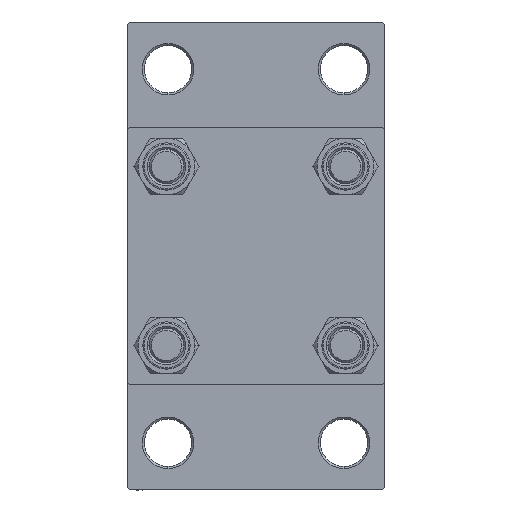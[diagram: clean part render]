
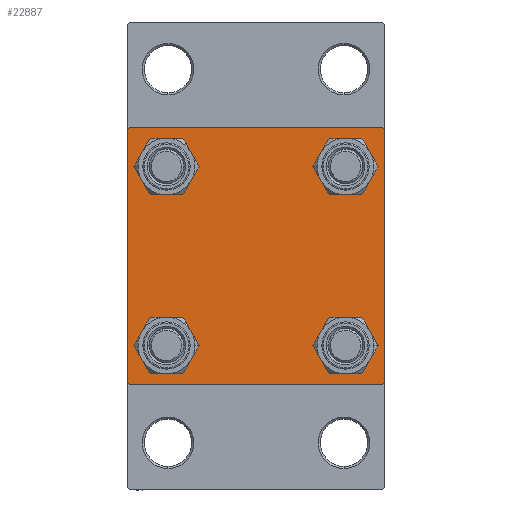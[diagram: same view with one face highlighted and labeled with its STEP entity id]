
A CAD part, left-side view. The second image highlights one B-rep face of the part: STEP entity #22887.
In plain terms, the highlighted planar face has unit normal (-1, 0, 0).
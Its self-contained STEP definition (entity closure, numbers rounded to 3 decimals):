
#21 = CIRCLE ( 'NONE', #33909, 4.5 ) ;
#135 = CARTESIAN_POINT ( 'NONE',  ( 0., -29.5, -30. ) ) ;
#231 = VERTEX_POINT ( 'NONE', #29541 ) ;
#467 = CARTESIAN_POINT ( 'NONE',  ( 0., 20.85, 16.35 ) ) ;
#680 = VERTEX_POINT ( 'NONE', #20460 ) ;
#1781 = ORIENTED_EDGE ( 'NONE', *, *, #38260, .T. ) ;
#1811 = FACE_BOUND ( 'NONE', #33286, .T. ) ;
#1931 = DIRECTION ( 'NONE',  ( 0., 0., 1. ) ) ;
#1955 = CARTESIAN_POINT ( 'NONE',  ( 0., -20.85, -20.85 ) ) ;
#2426 = DIRECTION ( 'NONE',  ( 0., 0., 1. ) ) ;
#2641 = EDGE_CURVE ( 'NONE', #29292, #231, #28100, .T. ) ;
#2756 = CIRCLE ( 'NONE', #37439, 4.5 ) ;
#3242 = CARTESIAN_POINT ( 'NONE',  ( 0., 20.85, -20.85 ) ) ;
#3633 = LINE ( 'NONE', #30407, #24707 ) ;
#4063 = VERTEX_POINT ( 'NONE', #15566 ) ;
#4203 = DIRECTION ( 'NONE',  ( 1., 0., 0. ) ) ;
#4393 = ORIENTED_EDGE ( 'NONE', *, *, #38861, .T. ) ;
#4566 = CARTESIAN_POINT ( 'NONE',  ( 0., -29.75, 29.75 ) ) ;
#4980 = CIRCLE ( 'NONE', #35039, 4.5 ) ;
#5150 = EDGE_CURVE ( 'NONE', #34467, #16330, #2756, .T. ) ;
#5240 = AXIS2_PLACEMENT_3D ( 'NONE', #1955, #20043, #2426 ) ;
#5328 = CARTESIAN_POINT ( 'NONE',  ( 0., 20.85, -20.85 ) ) ;
#5954 = EDGE_CURVE ( 'NONE', #231, #29292, #43641, .T. ) ;
#6669 = DIRECTION ( 'NONE',  ( 0., -1., 0. ) ) ;
#6836 = VECTOR ( 'NONE', #6669, 1000. ) ;
#6887 = EDGE_CURVE ( 'NONE', #16330, #34467, #38253, .T. ) ;
#7424 = CARTESIAN_POINT ( 'NONE',  ( 0., 29.5, 30. ) ) ;
#7891 = DIRECTION ( 'NONE',  ( 0., 0., -1. ) ) ;
#8593 = FACE_BOUND ( 'NONE', #17892, .T. ) ;
#10495 = EDGE_CURVE ( 'NONE', #37418, #19593, #21, .T. ) ;
#10937 = VECTOR ( 'NONE', #46725, 1000. ) ;
#11937 = CARTESIAN_POINT ( 'NONE',  ( 0., 20.85, -25.35 ) ) ;
#12427 = DIRECTION ( 'NONE',  ( 1., 0., 0. ) ) ;
#12549 = VERTEX_POINT ( 'NONE', #42742 ) ;
#13016 = CARTESIAN_POINT ( 'NONE',  ( 0., -30., 30. ) ) ;
#13497 = DIRECTION ( 'NONE',  ( 1., 0., 0. ) ) ;
#13661 = ORIENTED_EDGE ( 'NONE', *, *, #36390, .T. ) ;
#13666 = LINE ( 'NONE', #42874, #10937 ) ;
#14264 = EDGE_CURVE ( 'NONE', #23645, #680, #13666, .T. ) ;
#14271 = EDGE_LOOP ( 'NONE', ( #31010, #22640 ) ) ;
#14332 = DIRECTION ( 'NONE',  ( 0., 0., 1. ) ) ;
#14410 = CARTESIAN_POINT ( 'NONE',  ( 0., -20.85, 20.85 ) ) ;
#14626 = EDGE_CURVE ( 'NONE', #17768, #4063, #19384, .T. ) ;
#14777 = AXIS2_PLACEMENT_3D ( 'NONE', #29289, #4203, #25422 ) ;
#15170 = VERTEX_POINT ( 'NONE', #32091 ) ;
#15566 = CARTESIAN_POINT ( 'NONE',  ( 0., -20.85, 25.35 ) ) ;
#15813 = FACE_BOUND ( 'NONE', #14271, .T. ) ;
#16330 = VERTEX_POINT ( 'NONE', #11937 ) ;
#16391 = DIRECTION ( 'NONE',  ( 1., 0., 0. ) ) ;
#16525 = PLANE ( 'NONE',  #32663 ) ;
#16860 = CARTESIAN_POINT ( 'NONE',  ( 0., -29.5, 30. ) ) ;
#17547 = VECTOR ( 'NONE', #7891, 1000. ) ;
#17768 = VERTEX_POINT ( 'NONE', #18575 ) ;
#17892 = EDGE_LOOP ( 'NONE', ( #13661, #22546 ) ) ;
#17973 = CARTESIAN_POINT ( 'NONE',  ( 0., 30., 30. ) ) ;
#18304 = DIRECTION ( 'NONE',  ( 0., 0.707, 0.707 ) ) ;
#18333 = DIRECTION ( 'NONE',  ( 0., -1., 0. ) ) ;
#18485 = CARTESIAN_POINT ( 'NONE',  ( 0., 30., 30. ) ) ;
#18575 = CARTESIAN_POINT ( 'NONE',  ( 0., -20.85, 16.35 ) ) ;
#19384 = CIRCLE ( 'NONE', #14777, 4.5 ) ;
#19593 = VERTEX_POINT ( 'NONE', #29306 ) ;
#20043 = DIRECTION ( 'NONE',  ( 1., 0., 0. ) ) ;
#20364 = EDGE_CURVE ( 'NONE', #4063, #17768, #4980, .T. ) ;
#20460 = CARTESIAN_POINT ( 'NONE',  ( 0., 30., 29.5 ) ) ;
#20756 = DIRECTION ( 'NONE',  ( 0., 0., 1. ) ) ;
#20952 = DIRECTION ( 'NONE',  ( 0., 0., -1. ) ) ;
#21114 = ORIENTED_EDGE ( 'NONE', *, *, #29046, .T. ) ;
#21319 = VECTOR ( 'NONE', #18304, 1000. ) ;
#22176 = ORIENTED_EDGE ( 'NONE', *, *, #14626, .T. ) ;
#22546 = ORIENTED_EDGE ( 'NONE', *, *, #10495, .T. ) ;
#22608 = CARTESIAN_POINT ( 'NONE',  ( 0., -30., -29.5 ) ) ;
#22640 = ORIENTED_EDGE ( 'NONE', *, *, #6887, .T. ) ;
#22818 = AXIS2_PLACEMENT_3D ( 'NONE', #38003, #12427, #23530 ) ;
#22887 = ADVANCED_FACE ( 'NONE', ( #1811, #8593, #15813, #30549, #45259 ), #16525, .T. ) ;
#23530 = DIRECTION ( 'NONE',  ( 0., 0., 1. ) ) ;
#23557 = VECTOR ( 'NONE', #20952, 1000. ) ;
#23645 = VERTEX_POINT ( 'NONE', #7424 ) ;
#23727 = ORIENTED_EDGE ( 'NONE', *, *, #5954, .T. ) ;
#23769 = DIRECTION ( 'NONE',  ( 0., 0., 1. ) ) ;
#24134 = CARTESIAN_POINT ( 'NONE',  ( 0., -20.85, -20.85 ) ) ;
#24633 = DIRECTION ( 'NONE',  ( 0., -0.707, -0.707 ) ) ;
#24707 = VECTOR ( 'NONE', #18333, 1000. ) ;
#25023 = EDGE_LOOP ( 'NONE', ( #27704, #4393, #1781, #21114, #25089, #26684, #44614, #29199 ) ) ;
#25089 = ORIENTED_EDGE ( 'NONE', *, *, #27398, .F. ) ;
#25422 = DIRECTION ( 'NONE',  ( 0., 0., 1. ) ) ;
#26204 = EDGE_LOOP ( 'NONE', ( #23727, #44853 ) ) ;
#26684 = ORIENTED_EDGE ( 'NONE', *, *, #29266, .T. ) ;
#26803 = CIRCLE ( 'NONE', #5240, 4.5 ) ;
#27398 = EDGE_CURVE ( 'NONE', #15170, #37927, #46544, .T. ) ;
#27425 = LINE ( 'NONE', #17973, #6836 ) ;
#27517 = VERTEX_POINT ( 'NONE', #16860 ) ;
#27652 = CARTESIAN_POINT ( 'NONE',  ( 0., 20.85, -16.35 ) ) ;
#27704 = ORIENTED_EDGE ( 'NONE', *, *, #35977, .T. ) ;
#28100 = CIRCLE ( 'NONE', #34281, 4.5 ) ;
#28248 = AXIS2_PLACEMENT_3D ( 'NONE', #3242, #29068, #14332 ) ;
#29046 = EDGE_CURVE ( 'NONE', #40275, #37927, #32676, .T. ) ;
#29068 = DIRECTION ( 'NONE',  ( 1., 0., 0. ) ) ;
#29199 = ORIENTED_EDGE ( 'NONE', *, *, #14264, .T. ) ;
#29266 = EDGE_CURVE ( 'NONE', #15170, #27517, #44847, .T. ) ;
#29289 = CARTESIAN_POINT ( 'NONE',  ( 0., -20.85, 20.85 ) ) ;
#29292 = VERTEX_POINT ( 'NONE', #467 ) ;
#29306 = CARTESIAN_POINT ( 'NONE',  ( 0., -20.85, -16.35 ) ) ;
#29541 = CARTESIAN_POINT ( 'NONE',  ( 0., 20.85, 25.35 ) ) ;
#30407 = CARTESIAN_POINT ( 'NONE',  ( 0., 30., -30. ) ) ;
#30549 = FACE_BOUND ( 'NONE', #26204, .T. ) ;
#31008 = CARTESIAN_POINT ( 'NONE',  ( 0., 0., 0. ) ) ;
#31010 = ORIENTED_EDGE ( 'NONE', *, *, #5150, .T. ) ;
#31152 = ORIENTED_EDGE ( 'NONE', *, *, #20364, .T. ) ;
#31390 = DIRECTION ( 'NONE',  ( 1., 0., 0. ) ) ;
#32091 = CARTESIAN_POINT ( 'NONE',  ( 0., -30., 29.5 ) ) ;
#32663 = AXIS2_PLACEMENT_3D ( 'NONE', #31008, #38486, #23769 ) ;
#32676 = LINE ( 'NONE', #40137, #42119 ) ;
#33286 = EDGE_LOOP ( 'NONE', ( #31152, #22176 ) ) ;
#33909 = AXIS2_PLACEMENT_3D ( 'NONE', #24134, #31390, #20756 ) ;
#34281 = AXIS2_PLACEMENT_3D ( 'NONE', #38840, #13497, #35224 ) ;
#34467 = VERTEX_POINT ( 'NONE', #27652 ) ;
#34493 = EDGE_CURVE ( 'NONE', #23645, #27517, #27425, .T. ) ;
#35039 = AXIS2_PLACEMENT_3D ( 'NONE', #14410, #43627, #36619 ) ;
#35224 = DIRECTION ( 'NONE',  ( 0., 0., 1. ) ) ;
#35528 = VECTOR ( 'NONE', #24633, 1000. ) ;
#35544 = CARTESIAN_POINT ( 'NONE',  ( 0., -20.85, -25.35 ) ) ;
#35977 = EDGE_CURVE ( 'NONE', #680, #12549, #40694, .T. ) ;
#36390 = EDGE_CURVE ( 'NONE', #19593, #37418, #26803, .T. ) ;
#36531 = DIRECTION ( 'NONE',  ( 0., -0.707, 0.707 ) ) ;
#36619 = DIRECTION ( 'NONE',  ( 0., 0., 1. ) ) ;
#37418 = VERTEX_POINT ( 'NONE', #35544 ) ;
#37439 = AXIS2_PLACEMENT_3D ( 'NONE', #5328, #16391, #1931 ) ;
#37927 = VERTEX_POINT ( 'NONE', #22608 ) ;
#38003 = CARTESIAN_POINT ( 'NONE',  ( 0., 20.85, 20.85 ) ) ;
#38253 = CIRCLE ( 'NONE', #28248, 4.5 ) ;
#38260 = EDGE_CURVE ( 'NONE', #38318, #40275, #3633, .T. ) ;
#38318 = VERTEX_POINT ( 'NONE', #41721 ) ;
#38486 = DIRECTION ( 'NONE',  ( -1., 0., 0. ) ) ;
#38840 = CARTESIAN_POINT ( 'NONE',  ( 0., 20.85, 20.85 ) ) ;
#38861 = EDGE_CURVE ( 'NONE', #12549, #38318, #46838, .T. ) ;
#40137 = CARTESIAN_POINT ( 'NONE',  ( 0., -29.75, -29.75 ) ) ;
#40275 = VERTEX_POINT ( 'NONE', #135 ) ;
#40305 = CARTESIAN_POINT ( 'NONE',  ( 0., 29.75, -29.75 ) ) ;
#40694 = LINE ( 'NONE', #18485, #17547 ) ;
#41721 = CARTESIAN_POINT ( 'NONE',  ( 0., 29.5, -30. ) ) ;
#42119 = VECTOR ( 'NONE', #36531, 1000. ) ;
#42742 = CARTESIAN_POINT ( 'NONE',  ( 0., 30., -29.5 ) ) ;
#42874 = CARTESIAN_POINT ( 'NONE',  ( 0., 29.75, 29.75 ) ) ;
#43627 = DIRECTION ( 'NONE',  ( 1., 0., 0. ) ) ;
#43641 = CIRCLE ( 'NONE', #22818, 4.5 ) ;
#44614 = ORIENTED_EDGE ( 'NONE', *, *, #34493, .F. ) ;
#44847 = LINE ( 'NONE', #4566, #21319 ) ;
#44853 = ORIENTED_EDGE ( 'NONE', *, *, #2641, .T. ) ;
#45259 = FACE_OUTER_BOUND ( 'NONE', #25023, .T. ) ;
#46544 = LINE ( 'NONE', #13016, #23557 ) ;
#46725 = DIRECTION ( 'NONE',  ( 0., 0.707, -0.707 ) ) ;
#46838 = LINE ( 'NONE', #40305, #35528 ) ;
